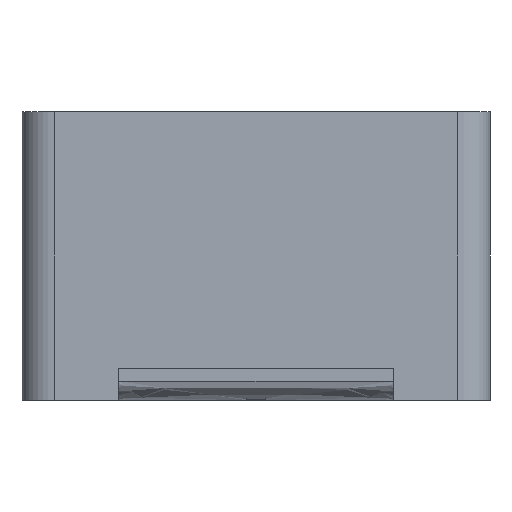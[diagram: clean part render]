
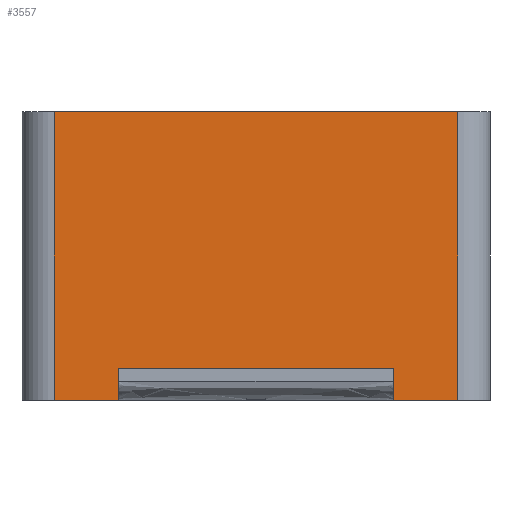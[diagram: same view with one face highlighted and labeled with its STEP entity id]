
A CAD part, front view. The second image highlights one B-rep face of the part: STEP entity #3557.
In plain terms, the highlighted planar face has unit normal (0, -1, 0).
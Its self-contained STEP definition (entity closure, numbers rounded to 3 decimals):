
#25 = LINE ( 'NONE', #4760, #2618 ) ;
#132 = LINE ( 'NONE', #230, #3801 ) ;
#177 = ORIENTED_EDGE ( 'NONE', *, *, #661, .F. ) ;
#230 = CARTESIAN_POINT ( 'NONE',  ( -3.65, -3.65, 0. ) ) ;
#265 = CARTESIAN_POINT ( 'NONE',  ( -3.65, -3.65, 0. ) ) ;
#659 = CARTESIAN_POINT ( 'NONE',  ( 3.15, -3.65, 0. ) ) ;
#661 = EDGE_CURVE ( 'NONE', #3839, #6085, #3536, .T. ) ;
#681 = VECTOR ( 'NONE', #4048, 1000. ) ;
#686 = DIRECTION ( 'NONE',  ( 1., 0., 0. ) ) ;
#740 = VERTEX_POINT ( 'NONE', #659 ) ;
#869 = VERTEX_POINT ( 'NONE', #4584 ) ;
#892 = VERTEX_POINT ( 'NONE', #5073 ) ;
#1075 = AXIS2_PLACEMENT_3D ( 'NONE', #6029, #3636, #6001 ) ;
#1143 = LINE ( 'NONE', #1706, #6045 ) ;
#1480 = CARTESIAN_POINT ( 'NONE',  ( -2.15, -3.65, 0. ) ) ;
#1525 = VERTEX_POINT ( 'NONE', #1480 ) ;
#1529 = ORIENTED_EDGE ( 'NONE', *, *, #2380, .T. ) ;
#1706 = CARTESIAN_POINT ( 'NONE',  ( -3.15, -3.65, 0. ) ) ;
#1755 = PLANE ( 'NONE',  #1075 ) ;
#1886 = DIRECTION ( 'NONE',  ( 0., 0., -1. ) ) ;
#1899 = VERTEX_POINT ( 'NONE', #5666 ) ;
#1969 = EDGE_CURVE ( 'NONE', #4776, #892, #1143, .T. ) ;
#2048 = EDGE_CURVE ( 'NONE', #3839, #869, #4651, .T. ) ;
#2222 = LINE ( 'NONE', #265, #3774 ) ;
#2260 = EDGE_CURVE ( 'NONE', #869, #740, #132, .T. ) ;
#2269 = CARTESIAN_POINT ( 'NONE',  ( -3.15, -3.65, 4.5 ) ) ;
#2294 = CARTESIAN_POINT ( 'NONE',  ( 2.15, -3.65, 0.5 ) ) ;
#2335 = CARTESIAN_POINT ( 'NONE',  ( 2.15, -3.65, 0. ) ) ;
#2380 = EDGE_CURVE ( 'NONE', #1525, #6085, #25, .T. ) ;
#2610 = DIRECTION ( 'NONE',  ( 0., 0., -1. ) ) ;
#2618 = VECTOR ( 'NONE', #5696, 1000. ) ;
#2697 = EDGE_LOOP ( 'NONE', ( #1529, #177, #2970, #2943, #2915, #2863, #4234, #5488 ) ) ;
#2714 = FACE_OUTER_BOUND ( 'NONE', #2697, .T. ) ;
#2863 = ORIENTED_EDGE ( 'NONE', *, *, #5589, .T. ) ;
#2915 = ORIENTED_EDGE ( 'NONE', *, *, #3754, .T. ) ;
#2943 = ORIENTED_EDGE ( 'NONE', *, *, #2260, .T. ) ;
#2970 = ORIENTED_EDGE ( 'NONE', *, *, #2048, .T. ) ;
#3020 = DIRECTION ( 'NONE',  ( 1., 0., 0. ) ) ;
#3121 = DIRECTION ( 'NONE',  ( -1., 0., 0. ) ) ;
#3181 = CARTESIAN_POINT ( 'NONE',  ( -2.15, -3.65, 0.5 ) ) ;
#3273 = DIRECTION ( 'NONE',  ( -1., 0., 0. ) ) ;
#3536 = LINE ( 'NONE', #5399, #4857 ) ;
#3557 = ADVANCED_FACE ( 'NONE', ( #2714 ), #1755, .T. ) ;
#3636 = DIRECTION ( 'NONE',  ( 0., -1., 0. ) ) ;
#3754 = EDGE_CURVE ( 'NONE', #740, #1899, #5575, .T. ) ;
#3764 = LINE ( 'NONE', #4158, #5567 ) ;
#3774 = VECTOR ( 'NONE', #686, 1000. ) ;
#3801 = VECTOR ( 'NONE', #3020, 1000. ) ;
#3839 = VERTEX_POINT ( 'NONE', #2294 ) ;
#4048 = DIRECTION ( 'NONE',  ( 0., 0., 1. ) ) ;
#4158 = CARTESIAN_POINT ( 'NONE',  ( -3.65, -3.65, 4.5 ) ) ;
#4234 = ORIENTED_EDGE ( 'NONE', *, *, #1969, .T. ) ;
#4484 = CARTESIAN_POINT ( 'NONE',  ( 3.15, -3.65, 0. ) ) ;
#4584 = CARTESIAN_POINT ( 'NONE',  ( 2.15, -3.65, 0. ) ) ;
#4651 = LINE ( 'NONE', #2335, #5350 ) ;
#4760 = CARTESIAN_POINT ( 'NONE',  ( -2.15, -3.65, 0.5 ) ) ;
#4776 = VERTEX_POINT ( 'NONE', #2269 ) ;
#4857 = VECTOR ( 'NONE', #3121, 1000. ) ;
#5073 = CARTESIAN_POINT ( 'NONE',  ( -3.15, -3.65, 0. ) ) ;
#5350 = VECTOR ( 'NONE', #1886, 1000. ) ;
#5399 = CARTESIAN_POINT ( 'NONE',  ( 0., -3.65, 0.5 ) ) ;
#5488 = ORIENTED_EDGE ( 'NONE', *, *, #5988, .T. ) ;
#5567 = VECTOR ( 'NONE', #3273, 1000. ) ;
#5575 = LINE ( 'NONE', #4484, #681 ) ;
#5589 = EDGE_CURVE ( 'NONE', #1899, #4776, #3764, .T. ) ;
#5666 = CARTESIAN_POINT ( 'NONE',  ( 3.15, -3.65, 4.5 ) ) ;
#5696 = DIRECTION ( 'NONE',  ( 0., 0., 1. ) ) ;
#5988 = EDGE_CURVE ( 'NONE', #892, #1525, #2222, .T. ) ;
#6001 = DIRECTION ( 'NONE',  ( 0., 0., -1. ) ) ;
#6029 = CARTESIAN_POINT ( 'NONE',  ( -3.65, -3.65, 0. ) ) ;
#6045 = VECTOR ( 'NONE', #2610, 1000. ) ;
#6085 = VERTEX_POINT ( 'NONE', #3181 ) ;
